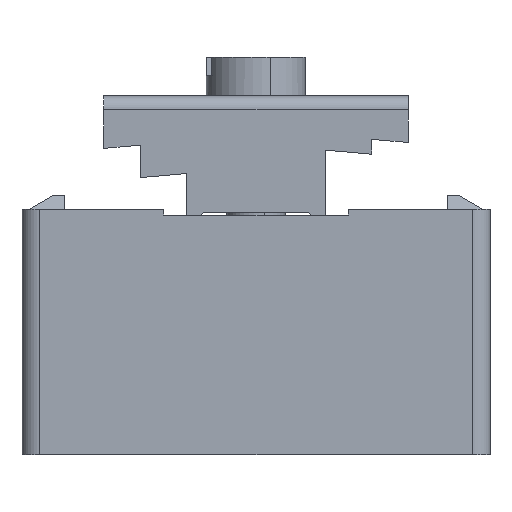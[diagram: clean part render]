
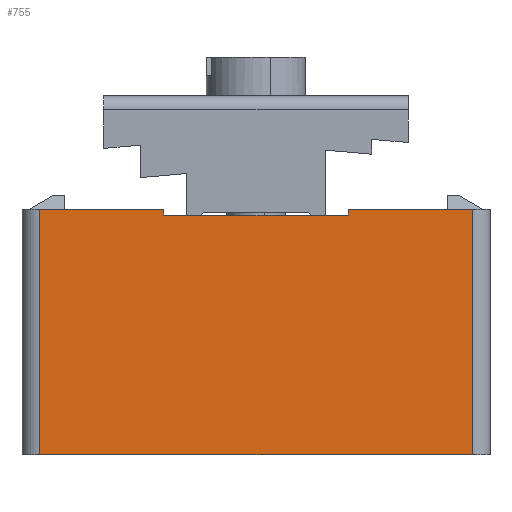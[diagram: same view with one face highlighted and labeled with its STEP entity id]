
A CAD part, left-side view. The second image highlights one B-rep face of the part: STEP entity #755.
In plain terms, the highlighted planar face has unit normal (-1, 0, 0).
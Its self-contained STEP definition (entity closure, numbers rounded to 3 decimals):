
#712=AXIS2_PLACEMENT_3D('Plane Axis2P3D',#709,#710,#711) ;
#207=CARTESIAN_POINT('Vertex',(0.,27.9,21.)) ;
#210=CARTESIAN_POINT('Line Origine',(0.,27.9,20.75)) ;
#214=CARTESIAN_POINT('Vertex',(0.,27.9,20.5)) ;
#313=CARTESIAN_POINT('Line Origine',(0.,12.1,20.75)) ;
#317=CARTESIAN_POINT('Vertex',(0.,12.1,21.)) ;
#319=CARTESIAN_POINT('Vertex',(0.,12.1,20.5)) ;
#626=CARTESIAN_POINT('Vertex',(0.,38.5,21.)) ;
#629=CARTESIAN_POINT('Line Origine',(0.,33.2,21.)) ;
#709=CARTESIAN_POINT('Axis2P3D Location',(0.,0.,0.)) ;
#714=CARTESIAN_POINT('Line Origine',(0.,20.,20.5)) ;
#719=CARTESIAN_POINT('Line Origine',(0.,38.5,10.5)) ;
#723=CARTESIAN_POINT('Vertex',(0.,38.5,0.)) ;
#726=CARTESIAN_POINT('Line Origine',(0.,20.,0.)) ;
#730=CARTESIAN_POINT('Vertex',(0.,1.5,0.)) ;
#733=CARTESIAN_POINT('Line Origine',(0.,1.5,10.5)) ;
#737=CARTESIAN_POINT('Vertex',(0.,1.5,21.)) ;
#740=CARTESIAN_POINT('Line Origine',(0.,6.8,21.)) ;
#211=DIRECTION('Vector Direction',(0.,0.,-1.)) ;
#314=DIRECTION('Vector Direction',(0.,0.,-1.)) ;
#630=DIRECTION('Vector Direction',(0.,1.,0.)) ;
#710=DIRECTION('Axis2P3D Direction',(1.,0.,0.)) ;
#711=DIRECTION('Axis2P3D XDirection',(0.,1.,0.)) ;
#715=DIRECTION('Vector Direction',(0.,1.,0.)) ;
#720=DIRECTION('Vector Direction',(0.,0.,1.)) ;
#727=DIRECTION('Vector Direction',(0.,1.,0.)) ;
#734=DIRECTION('Vector Direction',(0.,0.,1.)) ;
#741=DIRECTION('Vector Direction',(0.,1.,0.)) ;
#212=VECTOR('Line Direction',#211,1.) ;
#315=VECTOR('Line Direction',#314,1.) ;
#631=VECTOR('Line Direction',#630,1.) ;
#716=VECTOR('Line Direction',#715,1.) ;
#721=VECTOR('Line Direction',#720,1.) ;
#728=VECTOR('Line Direction',#727,1.) ;
#735=VECTOR('Line Direction',#734,1.) ;
#742=VECTOR('Line Direction',#741,1.) ;
#746=ORIENTED_EDGE('',*,*,#321,.T.) ;
#747=ORIENTED_EDGE('',*,*,#718,.F.) ;
#748=ORIENTED_EDGE('',*,*,#216,.F.) ;
#749=ORIENTED_EDGE('',*,*,#633,.F.) ;
#750=ORIENTED_EDGE('',*,*,#725,.F.) ;
#751=ORIENTED_EDGE('',*,*,#732,.T.) ;
#752=ORIENTED_EDGE('',*,*,#739,.T.) ;
#753=ORIENTED_EDGE('',*,*,#744,.F.) ;
#755=ADVANCED_FACE('V1',(#754),#713,.F.) ;
#216=EDGE_CURVE('',#208,#215,#213,.T.) ;
#321=EDGE_CURVE('',#318,#320,#316,.T.) ;
#633=EDGE_CURVE('',#627,#208,#632,.F.) ;
#718=EDGE_CURVE('',#215,#320,#717,.F.) ;
#725=EDGE_CURVE('',#724,#627,#722,.T.) ;
#732=EDGE_CURVE('',#724,#731,#729,.F.) ;
#739=EDGE_CURVE('',#731,#738,#736,.T.) ;
#744=EDGE_CURVE('',#318,#738,#743,.F.) ;
#745=EDGE_LOOP('',(#746,#747,#748,#749,#750,#751,#752,#753)) ;
#754=FACE_OUTER_BOUND('',#745,.T.) ;
#213=LINE('Line',#210,#212) ;
#316=LINE('Line',#313,#315) ;
#632=LINE('Line',#629,#631) ;
#717=LINE('Line',#714,#716) ;
#722=LINE('Line',#719,#721) ;
#729=LINE('Line',#726,#728) ;
#736=LINE('Line',#733,#735) ;
#743=LINE('Line',#740,#742) ;
#713=PLANE('',#712) ;
#208=VERTEX_POINT('',#207) ;
#215=VERTEX_POINT('',#214) ;
#318=VERTEX_POINT('',#317) ;
#320=VERTEX_POINT('',#319) ;
#627=VERTEX_POINT('',#626) ;
#724=VERTEX_POINT('',#723) ;
#731=VERTEX_POINT('',#730) ;
#738=VERTEX_POINT('',#737) ;
